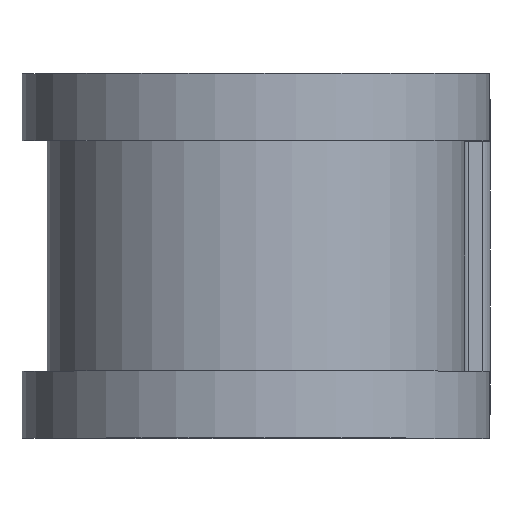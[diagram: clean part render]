
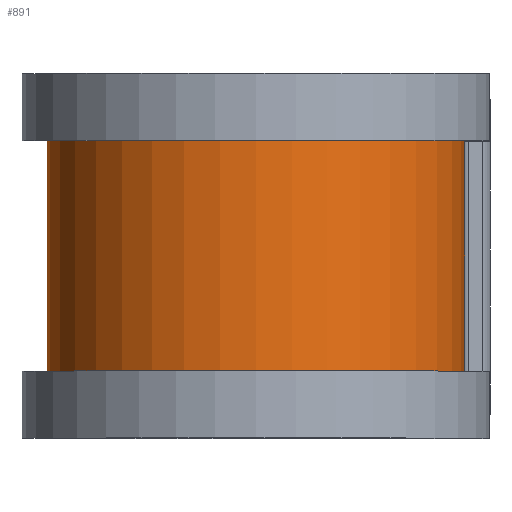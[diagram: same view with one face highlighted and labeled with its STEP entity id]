
A CAD part, top view. The second image highlights one B-rep face of the part: STEP entity #891.
In plain terms, the highlighted cylindrical face has radius 12.649 mm (diameter 25.298 mm), a partial arc.
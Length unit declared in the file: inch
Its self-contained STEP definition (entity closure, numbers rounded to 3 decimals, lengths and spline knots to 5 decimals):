
#37 = ORIENTED_EDGE ( 'NONE', *, *, #1665, .F. ) ;
#49 = DIRECTION ( 'NONE',  ( 0., 0., -1. ) ) ;
#123 = VECTOR ( 'NONE', #438, 39.37008 ) ;
#139 = DIRECTION ( 'NONE',  ( 0., -1., 0. ) ) ;
#150 = FACE_OUTER_BOUND ( 'NONE', #869, .T. ) ;
#159 = DIRECTION ( 'NONE',  ( 0., 0., -1. ) ) ;
#213 = CARTESIAN_POINT ( 'NONE',  ( 0.498, 0.275, 0. ) ) ;
#283 = AXIS2_PLACEMENT_3D ( 'NONE', #859, #1736, #159 ) ;
#313 = CARTESIAN_POINT ( 'NONE',  ( 0.498, 0.375, 0. ) ) ;
#320 = CARTESIAN_POINT ( 'NONE',  ( 0., -0.275, 0. ) ) ;
#326 = ORIENTED_EDGE ( 'NONE', *, *, #1652, .T. ) ;
#424 = CIRCLE ( 'NONE', #1298, 0.498 ) ;
#438 = DIRECTION ( 'NONE',  ( 0., -1., 0. ) ) ;
#445 = DIRECTION ( 'NONE',  ( 0., 0., -1. ) ) ;
#500 = CARTESIAN_POINT ( 'NONE',  ( 0., -0.275, -0.498 ) ) ;
#661 = ORIENTED_EDGE ( 'NONE', *, *, #1636, .F. ) ;
#730 = VECTOR ( 'NONE', #139, 39.37008 ) ;
#749 = CIRCLE ( 'NONE', #1495, 0.498 ) ;
#849 = DIRECTION ( 'NONE',  ( 0., -1., 0. ) ) ;
#859 = CARTESIAN_POINT ( 'NONE',  ( 0., 0.375, 0. ) ) ;
#869 = EDGE_LOOP ( 'NONE', ( #661, #326, #930, #37 ) ) ;
#891 = ADVANCED_FACE ( 'NONE', ( #150 ), #1485, .T. ) ;
#930 = ORIENTED_EDGE ( 'NONE', *, *, #1567, .T. ) ;
#1143 = LINE ( 'NONE', #313, #123 ) ;
#1243 = DIRECTION ( 'NONE',  ( 0., -1., 0. ) ) ;
#1291 = CARTESIAN_POINT ( 'NONE',  ( 0.498, -0.275, 0. ) ) ;
#1298 = AXIS2_PLACEMENT_3D ( 'NONE', #1638, #849, #49 ) ;
#1393 = VERTEX_POINT ( 'NONE', #1683 ) ;
#1437 = VERTEX_POINT ( 'NONE', #1291 ) ;
#1440 = VERTEX_POINT ( 'NONE', #500 ) ;
#1485 = CYLINDRICAL_SURFACE ( 'NONE', #283, 0.498 ) ;
#1495 = AXIS2_PLACEMENT_3D ( 'NONE', #320, #1243, #445 ) ;
#1567 = EDGE_CURVE ( 'NONE', #1393, #1440, #1709, .T. ) ;
#1636 = EDGE_CURVE ( 'NONE', #1753, #1437, #1143, .T. ) ;
#1638 = CARTESIAN_POINT ( 'NONE',  ( 0., 0.275, 0. ) ) ;
#1652 = EDGE_CURVE ( 'NONE', #1753, #1393, #424, .T. ) ;
#1665 = EDGE_CURVE ( 'NONE', #1437, #1440, #749, .T. ) ;
#1683 = CARTESIAN_POINT ( 'NONE',  ( 0., 0.275, -0.498 ) ) ;
#1709 = LINE ( 'NONE', #1744, #730 ) ;
#1736 = DIRECTION ( 'NONE',  ( 0., -1., 0. ) ) ;
#1744 = CARTESIAN_POINT ( 'NONE',  ( 0., 0.375, -0.498 ) ) ;
#1753 = VERTEX_POINT ( 'NONE', #213 ) ;
